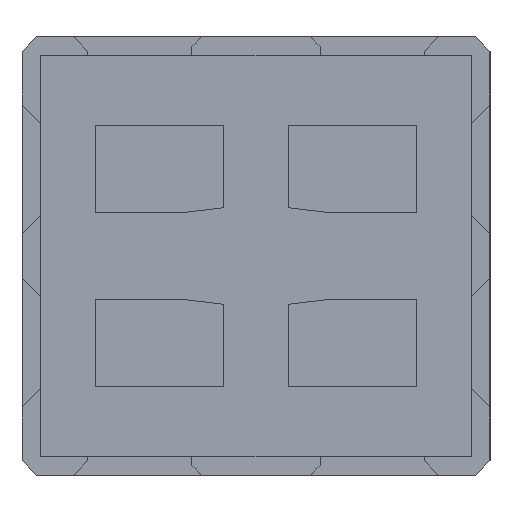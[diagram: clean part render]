
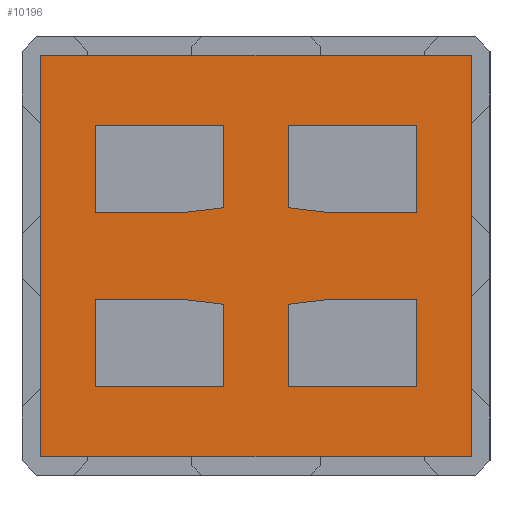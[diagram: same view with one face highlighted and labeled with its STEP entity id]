
A CAD part, front view. The second image highlights one B-rep face of the part: STEP entity #10196.
In plain terms, the highlighted planar face has unit normal (0, -1, 0).
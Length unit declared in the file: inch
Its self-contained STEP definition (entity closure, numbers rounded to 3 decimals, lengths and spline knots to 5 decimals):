
#5=DIRECTION('',(0.,0.,-1.));
#6=VECTOR('',#5,8.981);
#7=CARTESIAN_POINT('',(-16.435,0.,-4.422));
#8=LINE('',#7,#6);
#9=DIRECTION('',(1.,0.,0.));
#10=VECTOR('',#9,13.15);
#11=CARTESIAN_POINT('',(-16.435,0.,-13.403));
#12=LINE('',#11,#10);
#13=DIRECTION('',(0.,0.,1.));
#14=VECTOR('',#13,8.451);
#15=CARTESIAN_POINT('',(-3.285,0.,-13.403));
#16=LINE('',#15,#14);
#17=DIRECTION('',(-0.993,0.,0.117));
#18=VECTOR('',#17,4.5311);
#19=CARTESIAN_POINT('',(-3.285,0.,-4.952));
#20=LINE('',#19,#18);
#21=DIRECTION('',(-1.,0.,0.));
#22=VECTOR('',#21,8.65);
#23=CARTESIAN_POINT('',(-7.785,0.,-4.422));
#24=LINE('',#23,#22);
#25=DIRECTION('',(-1.,0.,0.));
#26=VECTOR('',#25,8.65);
#27=CARTESIAN_POINT('',(16.435,0.,-4.422));
#28=LINE('',#27,#26);
#29=DIRECTION('',(-0.993,0.,-0.117));
#30=VECTOR('',#29,4.5311);
#31=CARTESIAN_POINT('',(7.785,0.,-4.422));
#32=LINE('',#31,#30);
#33=DIRECTION('',(0.,0.,-1.));
#34=VECTOR('',#33,8.451);
#35=CARTESIAN_POINT('',(3.285,0.,-4.952));
#36=LINE('',#35,#34);
#37=DIRECTION('',(1.,0.,0.));
#38=VECTOR('',#37,13.15);
#39=CARTESIAN_POINT('',(3.285,0.,-13.403));
#40=LINE('',#39,#38);
#41=DIRECTION('',(0.,0.,1.));
#42=VECTOR('',#41,8.981);
#43=CARTESIAN_POINT('',(16.435,0.,-13.403));
#44=LINE('',#43,#42);
#45=DIRECTION('',(1.,0.,0.));
#46=VECTOR('',#45,8.65);
#47=CARTESIAN_POINT('',(-16.435,0.,4.422));
#48=LINE('',#47,#46);
#49=DIRECTION('',(0.993,0.,0.117));
#50=VECTOR('',#49,4.5311);
#51=CARTESIAN_POINT('',(-7.785,0.,4.422));
#52=LINE('',#51,#50);
#53=DIRECTION('',(0.,0.,1.));
#54=VECTOR('',#53,8.451);
#55=CARTESIAN_POINT('',(-3.285,0.,4.952));
#56=LINE('',#55,#54);
#57=DIRECTION('',(-1.,0.,0.));
#58=VECTOR('',#57,13.15);
#59=CARTESIAN_POINT('',(-3.285,0.,13.403));
#60=LINE('',#59,#58);
#61=DIRECTION('',(0.,0.,-1.));
#62=VECTOR('',#61,8.981);
#63=CARTESIAN_POINT('',(-16.435,0.,13.403));
#64=LINE('',#63,#62);
#65=DIRECTION('',(0.,0.,1.));
#66=VECTOR('',#65,8.981);
#67=CARTESIAN_POINT('',(16.435,0.,4.422));
#68=LINE('',#67,#66);
#69=DIRECTION('',(-1.,0.,0.));
#70=VECTOR('',#69,13.15);
#71=CARTESIAN_POINT('',(16.435,0.,13.403));
#72=LINE('',#71,#70);
#73=DIRECTION('',(0.,0.,-1.));
#74=VECTOR('',#73,8.451);
#75=CARTESIAN_POINT('',(3.285,0.,13.403));
#76=LINE('',#75,#74);
#77=DIRECTION('',(0.993,0.,-0.117));
#78=VECTOR('',#77,4.5311);
#79=CARTESIAN_POINT('',(3.285,0.,4.952));
#80=LINE('',#79,#78);
#81=DIRECTION('',(1.,0.,0.));
#82=VECTOR('',#81,8.65);
#83=CARTESIAN_POINT('',(7.785,0.,4.422));
#84=LINE('',#83,#82);
#85=DIRECTION('',(0.,0.,-1.));
#86=VECTOR('',#85,41.15);
#87=CARTESIAN_POINT('',(22.0625,0.,20.575));
#88=LINE('',#87,#86);
#89=DIRECTION('',(-1.,0.,0.));
#90=VECTOR('',#89,44.125);
#91=CARTESIAN_POINT('',(22.0625,0.,-20.575));
#92=LINE('',#91,#90);
#93=DIRECTION('',(0.,0.,1.));
#94=VECTOR('',#93,41.15);
#95=CARTESIAN_POINT('',(-22.0625,0.,-20.575));
#96=LINE('',#95,#94);
#97=DIRECTION('',(1.,0.,0.));
#98=VECTOR('',#97,44.125);
#99=CARTESIAN_POINT('',(-22.0625,0.,20.575));
#100=LINE('',#99,#98);
#8373=CARTESIAN_POINT('',(22.0625,0.,20.575));
#8374=CARTESIAN_POINT('',(22.0625,0.,-20.575));
#8375=VERTEX_POINT('',#8373);
#8376=VERTEX_POINT('',#8374);
#8377=CARTESIAN_POINT('',(-22.0625,0.,-20.575));
#8378=VERTEX_POINT('',#8377);
#8379=CARTESIAN_POINT('',(-22.0625,0.,20.575));
#8380=VERTEX_POINT('',#8379);
#8413=CARTESIAN_POINT('',(-16.435,0.,-4.422));
#8414=CARTESIAN_POINT('',(-16.435,0.,-13.403));
#8415=VERTEX_POINT('',#8413);
#8416=VERTEX_POINT('',#8414);
#8417=CARTESIAN_POINT('',(-3.285,0.,-13.403));
#8418=VERTEX_POINT('',#8417);
#8419=CARTESIAN_POINT('',(-3.285,0.,-4.952));
#8420=VERTEX_POINT('',#8419);
#8421=CARTESIAN_POINT('',(-7.785,0.,-4.422));
#8422=VERTEX_POINT('',#8421);
#8423=CARTESIAN_POINT('',(16.435,0.,-4.422));
#8424=CARTESIAN_POINT('',(7.785,0.,-4.422));
#8425=VERTEX_POINT('',#8423);
#8426=VERTEX_POINT('',#8424);
#8427=CARTESIAN_POINT('',(3.285,0.,-4.952));
#8428=VERTEX_POINT('',#8427);
#8429=CARTESIAN_POINT('',(3.285,0.,-13.403));
#8430=VERTEX_POINT('',#8429);
#8431=CARTESIAN_POINT('',(16.435,0.,-13.403));
#8432=VERTEX_POINT('',#8431);
#8433=CARTESIAN_POINT('',(-16.435,0.,4.422));
#8434=CARTESIAN_POINT('',(-7.785,0.,4.422));
#8435=VERTEX_POINT('',#8433);
#8436=VERTEX_POINT('',#8434);
#8437=CARTESIAN_POINT('',(-3.285,0.,4.952));
#8438=VERTEX_POINT('',#8437);
#8439=CARTESIAN_POINT('',(-3.285,0.,13.403));
#8440=VERTEX_POINT('',#8439);
#8441=CARTESIAN_POINT('',(-16.435,0.,13.403));
#8442=VERTEX_POINT('',#8441);
#8443=CARTESIAN_POINT('',(16.435,0.,4.422));
#8444=CARTESIAN_POINT('',(16.435,0.,13.403));
#8445=VERTEX_POINT('',#8443);
#8446=VERTEX_POINT('',#8444);
#8447=CARTESIAN_POINT('',(3.285,0.,13.403));
#8448=VERTEX_POINT('',#8447);
#8449=CARTESIAN_POINT('',(3.285,0.,4.952));
#8450=VERTEX_POINT('',#8449);
#8451=CARTESIAN_POINT('',(7.785,0.,4.422));
#8452=VERTEX_POINT('',#8451);
#10133=CARTESIAN_POINT('',(0.,0.,0.));
#10134=DIRECTION('',(0.,1.,0.));
#10135=DIRECTION('',(1.,0.,0.));
#10136=AXIS2_PLACEMENT_3D('',#10133,#10134,#10135);
#10137=PLANE('',#10136);
#10139=ORIENTED_EDGE('',*,*,#10138,.T.);
#10141=ORIENTED_EDGE('',*,*,#10140,.T.);
#10143=ORIENTED_EDGE('',*,*,#10142,.T.);
#10145=ORIENTED_EDGE('',*,*,#10144,.T.);
#10146=EDGE_LOOP('',(#10139,#10141,#10143,#10145));
#10147=FACE_OUTER_BOUND('',#10146,.F.);
#10149=ORIENTED_EDGE('',*,*,#10148,.T.);
#10151=ORIENTED_EDGE('',*,*,#10150,.T.);
#10153=ORIENTED_EDGE('',*,*,#10152,.T.);
#10155=ORIENTED_EDGE('',*,*,#10154,.T.);
#10157=ORIENTED_EDGE('',*,*,#10156,.T.);
#10158=EDGE_LOOP('',(#10149,#10151,#10153,#10155,#10157));
#10159=FACE_BOUND('',#10158,.F.);
#10161=ORIENTED_EDGE('',*,*,#10160,.T.);
#10163=ORIENTED_EDGE('',*,*,#10162,.T.);
#10165=ORIENTED_EDGE('',*,*,#10164,.T.);
#10167=ORIENTED_EDGE('',*,*,#10166,.T.);
#10169=ORIENTED_EDGE('',*,*,#10168,.T.);
#10170=EDGE_LOOP('',(#10161,#10163,#10165,#10167,#10169));
#10171=FACE_BOUND('',#10170,.F.);
#10173=ORIENTED_EDGE('',*,*,#10172,.T.);
#10175=ORIENTED_EDGE('',*,*,#10174,.T.);
#10177=ORIENTED_EDGE('',*,*,#10176,.T.);
#10179=ORIENTED_EDGE('',*,*,#10178,.T.);
#10181=ORIENTED_EDGE('',*,*,#10180,.T.);
#10182=EDGE_LOOP('',(#10173,#10175,#10177,#10179,#10181));
#10183=FACE_BOUND('',#10182,.F.);
#10185=ORIENTED_EDGE('',*,*,#10184,.T.);
#10187=ORIENTED_EDGE('',*,*,#10186,.T.);
#10189=ORIENTED_EDGE('',*,*,#10188,.T.);
#10191=ORIENTED_EDGE('',*,*,#10190,.T.);
#10193=ORIENTED_EDGE('',*,*,#10192,.T.);
#10194=EDGE_LOOP('',(#10185,#10187,#10189,#10191,#10193));
#10195=FACE_BOUND('',#10194,.F.);
#10196=ADVANCED_FACE('',(#10147,#10159,#10171,#10183,#10195),#10137,.F.);
#10138=EDGE_CURVE('',#8375,#8376,#88,.T.);
#10140=EDGE_CURVE('',#8376,#8378,#92,.T.);
#10142=EDGE_CURVE('',#8378,#8380,#96,.T.);
#10144=EDGE_CURVE('',#8380,#8375,#100,.T.);
#10148=EDGE_CURVE('',#8425,#8426,#28,.T.);
#10150=EDGE_CURVE('',#8426,#8428,#32,.T.);
#10152=EDGE_CURVE('',#8428,#8430,#36,.T.);
#10154=EDGE_CURVE('',#8430,#8432,#40,.T.);
#10156=EDGE_CURVE('',#8432,#8425,#44,.T.);
#10160=EDGE_CURVE('',#8435,#8436,#48,.T.);
#10162=EDGE_CURVE('',#8436,#8438,#52,.T.);
#10164=EDGE_CURVE('',#8438,#8440,#56,.T.);
#10166=EDGE_CURVE('',#8440,#8442,#60,.T.);
#10168=EDGE_CURVE('',#8442,#8435,#64,.T.);
#10172=EDGE_CURVE('',#8445,#8446,#68,.T.);
#10174=EDGE_CURVE('',#8446,#8448,#72,.T.);
#10176=EDGE_CURVE('',#8448,#8450,#76,.T.);
#10178=EDGE_CURVE('',#8450,#8452,#80,.T.);
#10180=EDGE_CURVE('',#8452,#8445,#84,.T.);
#10184=EDGE_CURVE('',#8415,#8416,#8,.T.);
#10186=EDGE_CURVE('',#8416,#8418,#12,.T.);
#10188=EDGE_CURVE('',#8418,#8420,#16,.T.);
#10190=EDGE_CURVE('',#8420,#8422,#20,.T.);
#10192=EDGE_CURVE('',#8422,#8415,#24,.T.);
